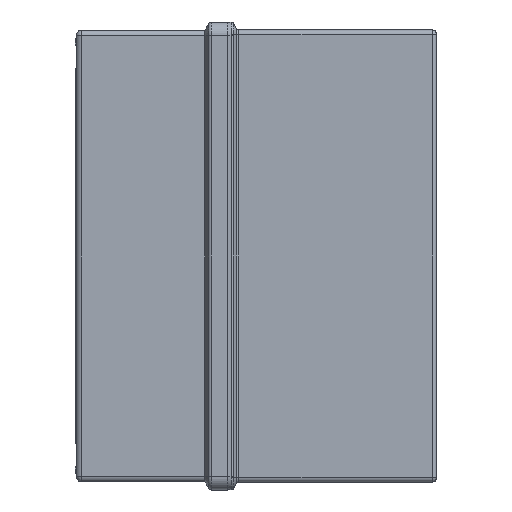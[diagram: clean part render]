
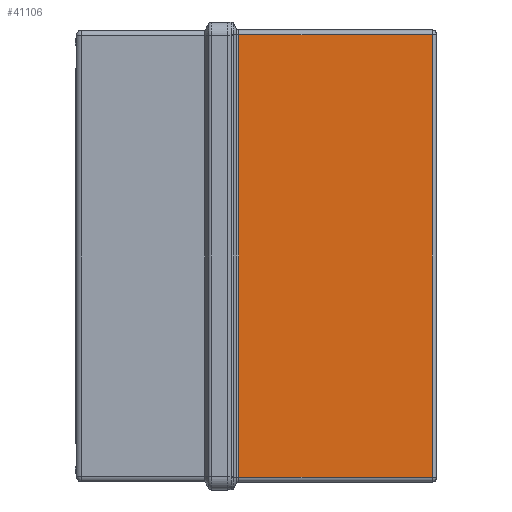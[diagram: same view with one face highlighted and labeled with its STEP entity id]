
A CAD part, left-side view. The second image highlights one B-rep face of the part: STEP entity #41106.
In plain terms, the highlighted planar face has unit normal (-1, 0, 0).
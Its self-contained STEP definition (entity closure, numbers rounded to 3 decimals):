
#1574 = VERTEX_POINT ( 'NONE', #1808 ) ;
#1808 = CARTESIAN_POINT ( 'NONE',  ( -167.35, -4.166, -80.3 ) ) ;
#3298 = DIRECTION ( 'NONE',  ( -1., 0., 0. ) ) ;
#3450 = CARTESIAN_POINT ( 'NONE',  ( -167.35, -74.3, 80.3 ) ) ;
#3629 = VERTEX_POINT ( 'NONE', #41639 ) ;
#7822 = CARTESIAN_POINT ( 'NONE',  ( -167.35, -4.166, -82.1 ) ) ;
#7856 = ORIENTED_EDGE ( 'NONE', *, *, #25943, .T. ) ;
#7869 = VECTOR ( 'NONE', #48553, 1000. ) ;
#11709 = CARTESIAN_POINT ( 'NONE',  ( -167.35, -75.8, -82.1 ) ) ;
#16583 = EDGE_LOOP ( 'NONE', ( #28449, #54737, #7856, #20765 ) ) ;
#17204 = EDGE_CURVE ( 'NONE', #1574, #17951, #43059, .T. ) ;
#17485 = CARTESIAN_POINT ( 'NONE',  ( -167.35, -74.3, -80.3 ) ) ;
#17951 = VERTEX_POINT ( 'NONE', #17485 ) ;
#19690 = LINE ( 'NONE', #3450, #21101 ) ;
#20765 = ORIENTED_EDGE ( 'NONE', *, *, #47117, .T. ) ;
#21101 = VECTOR ( 'NONE', #29869, 1000. ) ;
#22486 = LINE ( 'NONE', #7822, #46001 ) ;
#24959 = DIRECTION ( 'NONE',  ( 0., 1., 0. ) ) ;
#25943 = EDGE_CURVE ( 'NONE', #3629, #38123, #48721, .T. ) ;
#28449 = ORIENTED_EDGE ( 'NONE', *, *, #17204, .T. ) ;
#29708 = PLANE ( 'NONE',  #49559 ) ;
#29869 = DIRECTION ( 'NONE',  ( 0., 0., 1. ) ) ;
#33233 = CARTESIAN_POINT ( 'NONE',  ( -167.35, -4.166, 80.3 ) ) ;
#34142 = DIRECTION ( 'NONE',  ( 0., 0., 1. ) ) ;
#34248 = DIRECTION ( 'NONE',  ( 0., 0., -1. ) ) ;
#36971 = VECTOR ( 'NONE', #24959, 1000. ) ;
#38123 = VERTEX_POINT ( 'NONE', #33233 ) ;
#38682 = CARTESIAN_POINT ( 'NONE',  ( -167.35, -75.8, 80.3 ) ) ;
#41106 = ADVANCED_FACE ( 'NONE', ( #46964 ), #29708, .T. ) ;
#41639 = CARTESIAN_POINT ( 'NONE',  ( -167.35, -74.3, 80.3 ) ) ;
#43059 = LINE ( 'NONE', #44119, #7869 ) ;
#44119 = CARTESIAN_POINT ( 'NONE',  ( -167.35, -75.8, -80.3 ) ) ;
#46001 = VECTOR ( 'NONE', #34248, 1000. ) ;
#46964 = FACE_OUTER_BOUND ( 'NONE', #16583, .T. ) ;
#47117 = EDGE_CURVE ( 'NONE', #38123, #1574, #22486, .T. ) ;
#48000 = EDGE_CURVE ( 'NONE', #17951, #3629, #19690, .T. ) ;
#48553 = DIRECTION ( 'NONE',  ( 0., -1., 0. ) ) ;
#48721 = LINE ( 'NONE', #38682, #36971 ) ;
#49559 = AXIS2_PLACEMENT_3D ( 'NONE', #11709, #3298, #34142 ) ;
#54737 = ORIENTED_EDGE ( 'NONE', *, *, #48000, .T. ) ;
